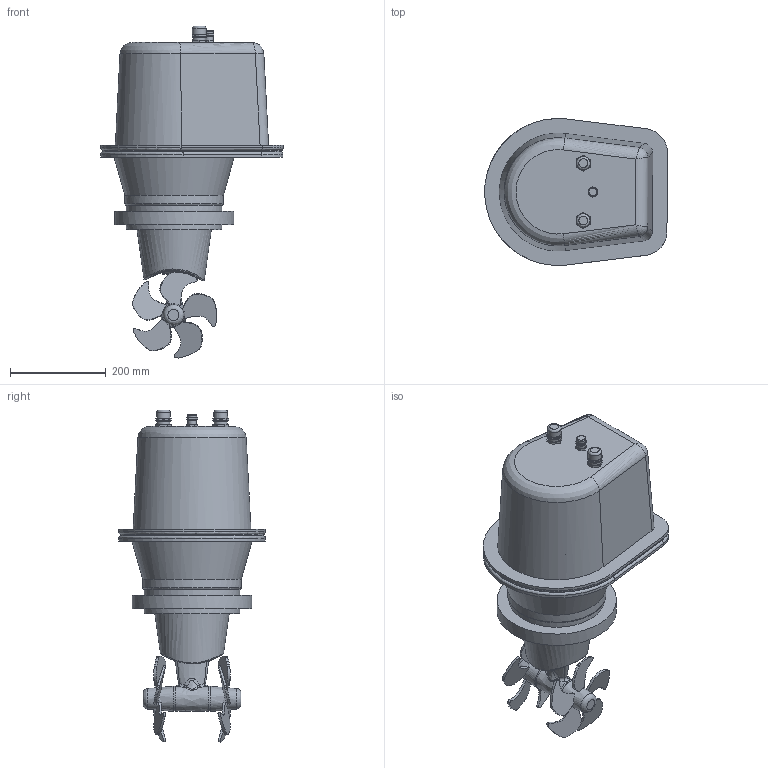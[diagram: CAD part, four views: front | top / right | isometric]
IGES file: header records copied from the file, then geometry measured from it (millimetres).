
Global section: file name: SE100_185T IP; native system: Autodesk Inventor 2016; preprocessor: unknown; author: Elvira H.; date: 20160322.122325; units: millimetre
Bounding box: 381.73 x 307.59 x 695.19 mm (x, y, z)
Volume: 24524459.7 mm3; surface area: 1312015.1 mm2
Topology: 93 solids, 93 shells, 911 faces, 1969 edges, 1313 vertices
Faces by surface type: bspline 911
